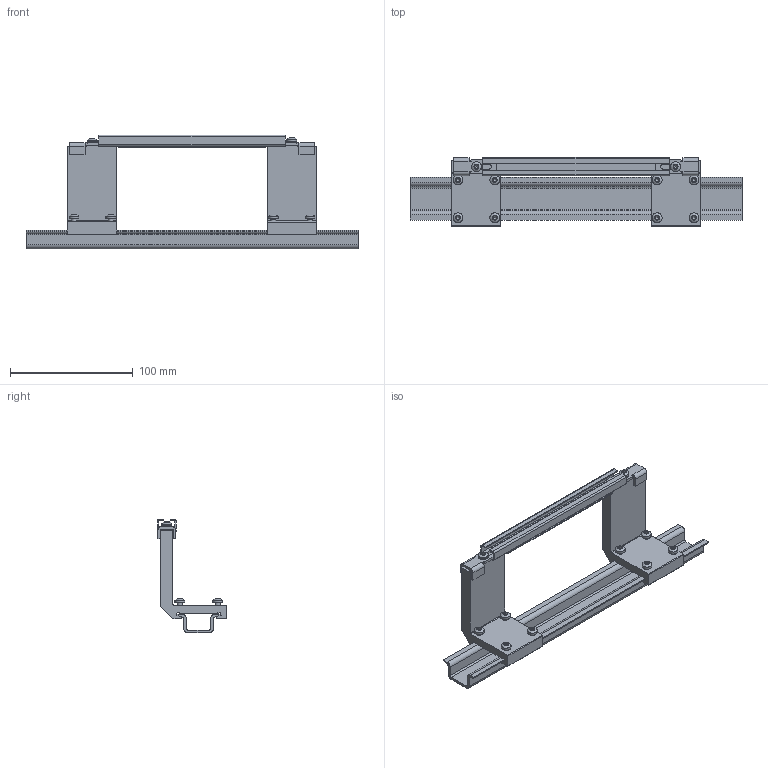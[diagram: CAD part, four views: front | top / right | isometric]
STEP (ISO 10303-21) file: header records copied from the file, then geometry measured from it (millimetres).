
FILE_DESCRIPTION(/* description */ (''),/* implementation_level */ '2;1');
FILE_NAME(/* name */ '6AG1193-6AA00-0AA0_3d.stp',/* time_stamp */ '2024-07-25T15:45:15+02:00',/* author */ (''),/* organization */ (''),/* preprocessor_version */ 'ST-DEVELOPER v18.102',/* originating_system */ 'SIEMENS PLM Software NX 2023',/* authorisation */ '');
FILE_SCHEMA (('AUTOMOTIVE_DESIGN { 1 0 10303 214 3 1 1 1 }'));
Length unit declared in the file: millimetre
Products named in the file (3): A5E51147097A_RS-AA_001_2-Rail; A5E51147096A_RS-AA_001_2-Damping stripe_ ; A5E51147088A_RS-AA_002_4-CAx_6AG11936AA000AA0
Assembly tree (2 placements, depth 2):
  A5E51147088A_RS-AA_002_4-CAx_6AG11936AA000AA0
    A5E51147096A_RS-AA_001_2-Damping stripe_ 
    A5E51147097A_RS-AA_001_2-Rail
Bounding box: 270 x 56 x 92.36 mm (x, y, z)
Volume: 122124.3 mm3; surface area: 74196.2 mm2
Topology: 4 solids, 6 shells, 430 faces, 1090 edges, 675 vertices
Faces by surface type: plane 210, cylinder 188, cone 12, torus 10, sphere 10
Full cylindrical faces by diameter (mm): 3.3 x10, 3.6 x2, 4 x10, 8 x12
Entity records: 16169 total; most frequent: CARTESIAN_POINT 3137, DIRECTION 2168, ORIENTED_EDGE 1942, EDGE_CURVE 971, AXIS2_PLACEMENT_3D 827, VERTEX_POINT 634, LINE 514, VECTOR 514
